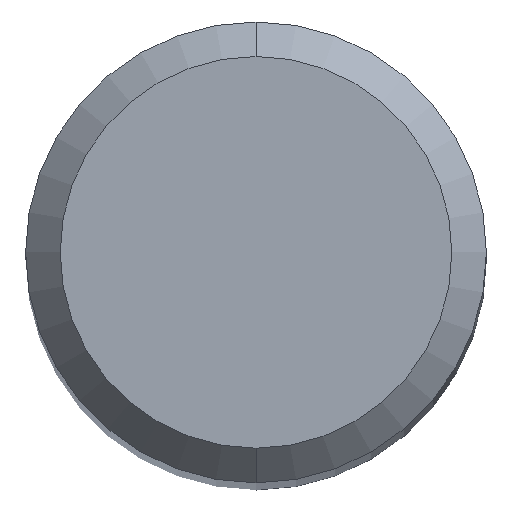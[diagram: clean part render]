
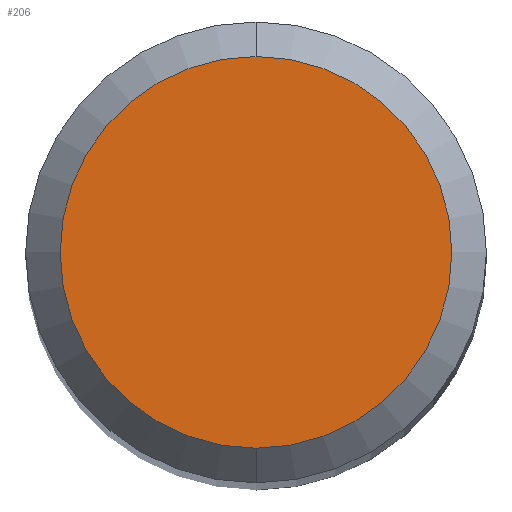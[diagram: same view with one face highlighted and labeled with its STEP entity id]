
A CAD part, top view. The second image highlights one B-rep face of the part: STEP entity #206.
In plain terms, the highlighted planar face has unit normal (0, 0, 1).
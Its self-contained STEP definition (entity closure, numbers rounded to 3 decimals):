
#120=EDGE_CURVE('',#142,#136,#262,.T.);
#136=VERTEX_POINT('',#282);
#142=VERTEX_POINT('',#290);
#158=EDGE_CURVE('',#136,#142,#310,.T.);
#206=ADVANCED_FACE('',(#358),#359,.T.);
#262=CIRCLE('',#410,1.7);
#282=CARTESIAN_POINT('',(0.,-1.7,0.01));
#290=CARTESIAN_POINT('',(0.0,1.7,0.01));
#310=CIRCLE('',#467,1.7);
#358=FACE_OUTER_BOUND('',#537,.T.);
#359=PLANE('',#538);
#410=AXIS2_PLACEMENT_3D('',#594,#595,#596);
#467=AXIS2_PLACEMENT_3D('',#679,#680,#681);
#537=EDGE_LOOP('',(#709,#710));
#538=AXIS2_PLACEMENT_3D('',#711,#712,#713);
#594=CARTESIAN_POINT('',(0.0,0.0,0.01));
#595=DIRECTION('',(0.0,0.0,-1.0));
#596=DIRECTION('',(0.0,1.0,0.0));
#679=CARTESIAN_POINT('',(0.0,0.0,0.01));
#680=DIRECTION('',(0.0,0.0,-1.0));
#681=DIRECTION('',(0.0,1.0,0.0));
#709=ORIENTED_EDGE('',*,*,#120,.F.);
#710=ORIENTED_EDGE('',*,*,#158,.F.);
#711=CARTESIAN_POINT('',(0.0,0.85,0.01));
#712=DIRECTION('',(-0.0,0.0,1.0));
#713=DIRECTION('',(0.0,-1.0,0.0));
